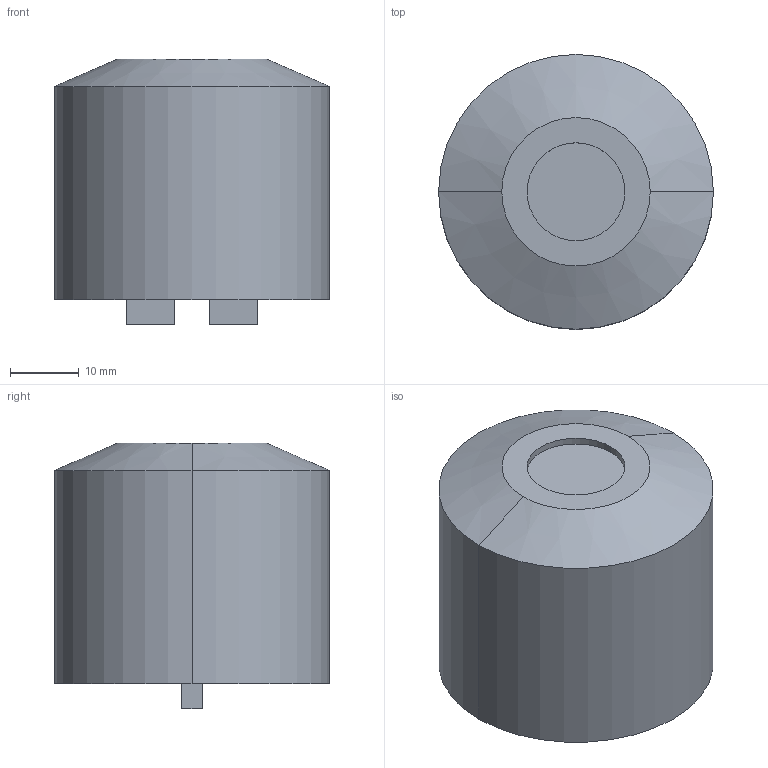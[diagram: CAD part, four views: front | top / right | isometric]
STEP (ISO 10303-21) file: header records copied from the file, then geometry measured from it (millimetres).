
FILE_DESCRIPTION((''),'2;1');
FILE_NAME('CAD1530','2012-02-09T',('dhelisch'),(''),'PRO/ENGINEER BY PARAMETRIC TECHNOLOGY CORPORATION, 2007250','PRO/ENGINEER BY PARAMETRIC TECHNOLOGY CORPORATION, 2007250','');
FILE_SCHEMA(('CONFIG_CONTROL_DESIGN'));
Length unit declared in the file: millimetre
Products named in the file (1): CAD1530
Bounding box: 40 x 40 x 38.7 mm (x, y, z)
Volume: 39384 mm3; surface area: 7938 mm2
Topology: 1 solids, 1 shells, 46 faces, 118 edges, 78 vertices
Faces by surface type: plane 30, cylinder 14, cone 2
Entity records: 1892 total; most frequent: DIRECTION 244, CARTESIAN_POINT 242, ORIENTED_EDGE 236, PRESENTATION_STYLE_ASSIGNMENT 120, STYLED_ITEM 119, CURVE_STYLE 118, EDGE_CURVE 118, VECTOR 84
